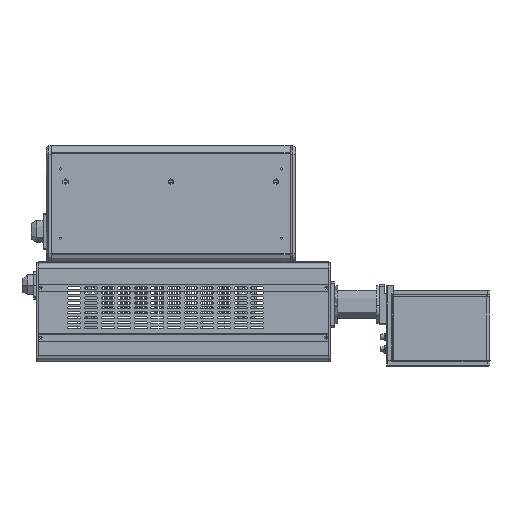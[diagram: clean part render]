
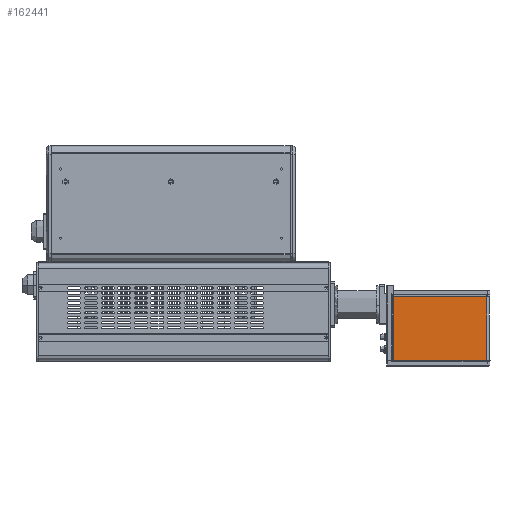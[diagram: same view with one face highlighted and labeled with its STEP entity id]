
A CAD part, front view. The second image highlights one B-rep face of the part: STEP entity #162441.
In plain terms, the highlighted face is planar.
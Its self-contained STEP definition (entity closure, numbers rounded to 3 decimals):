
#3551 = DIRECTION ( 'NONE',  ( 0., 0., -1. ) ) ;
#12930 = CARTESIAN_POINT ( 'NONE',  ( -67.283, 80.999, 178. ) ) ;
#18102 = CARTESIAN_POINT ( 'NONE',  ( -67.283, 80.999, 178. ) ) ;
#24829 = EDGE_CURVE ( 'NONE', #204366, #154383, #110895, .T. ) ;
#35062 = VECTOR ( 'NONE', #132981, 1000. ) ;
#35189 = DIRECTION ( 'NONE',  ( 0., 0., 1. ) ) ;
#36051 = CARTESIAN_POINT ( 'NONE',  ( -67.283, -90.001, 297. ) ) ;
#44904 = ORIENTED_EDGE ( 'NONE', *, *, #24829, .T. ) ;
#47739 = EDGE_CURVE ( 'NONE', #154383, #144242, #72048, .T. ) ;
#49596 = VECTOR ( 'NONE', #162445, 1000. ) ;
#53017 = CARTESIAN_POINT ( 'NONE',  ( -67.283, -90.001, 178. ) ) ;
#54091 = LINE ( 'NONE', #117336, #114497 ) ;
#57253 = AXIS2_PLACEMENT_3D ( 'NONE', #163746, #164764, #3551 ) ;
#67723 = CARTESIAN_POINT ( 'NONE',  ( -67.283, 80.999, 297. ) ) ;
#72048 = LINE ( 'NONE', #135263, #204845 ) ;
#83608 = FACE_OUTER_BOUND ( 'NONE', #91599, .T. ) ;
#91599 = EDGE_LOOP ( 'NONE', ( #44904, #192127, #160720, #138407 ) ) ;
#95711 = EDGE_CURVE ( 'NONE', #137121, #144242, #54091, .T. ) ;
#99180 = LINE ( 'NONE', #18102, #49596 ) ;
#99424 = PLANE ( 'NONE',  #57253 ) ;
#110895 = LINE ( 'NONE', #36051, #35062 ) ;
#114497 = VECTOR ( 'NONE', #35189, 1000. ) ;
#117336 = CARTESIAN_POINT ( 'NONE',  ( -67.283, 80.999, 297. ) ) ;
#132981 = DIRECTION ( 'NONE',  ( 0., 0., 1. ) ) ;
#135263 = CARTESIAN_POINT ( 'NONE',  ( -67.283, 80.999, 297. ) ) ;
#137121 = VERTEX_POINT ( 'NONE', #12930 ) ;
#138407 = ORIENTED_EDGE ( 'NONE', *, *, #173286, .F. ) ;
#144242 = VERTEX_POINT ( 'NONE', #67723 ) ;
#154383 = VERTEX_POINT ( 'NONE', #163361 ) ;
#160720 = ORIENTED_EDGE ( 'NONE', *, *, #95711, .F. ) ;
#162441 = ADVANCED_FACE ( 'NONE', ( #83608 ), #99424, .F. ) ;
#162445 = DIRECTION ( 'NONE',  ( 0., 1., 0. ) ) ;
#163361 = CARTESIAN_POINT ( 'NONE',  ( -67.283, -90.001, 297. ) ) ;
#163746 = CARTESIAN_POINT ( 'NONE',  ( -67.283, -90.001, 297. ) ) ;
#164764 = DIRECTION ( 'NONE',  ( 1., 0., 0. ) ) ;
#166914 = DIRECTION ( 'NONE',  ( 0., 1., 0. ) ) ;
#173286 = EDGE_CURVE ( 'NONE', #204366, #137121, #99180, .T. ) ;
#192127 = ORIENTED_EDGE ( 'NONE', *, *, #47739, .T. ) ;
#204366 = VERTEX_POINT ( 'NONE', #53017 ) ;
#204845 = VECTOR ( 'NONE', #166914, 1000. ) ;
